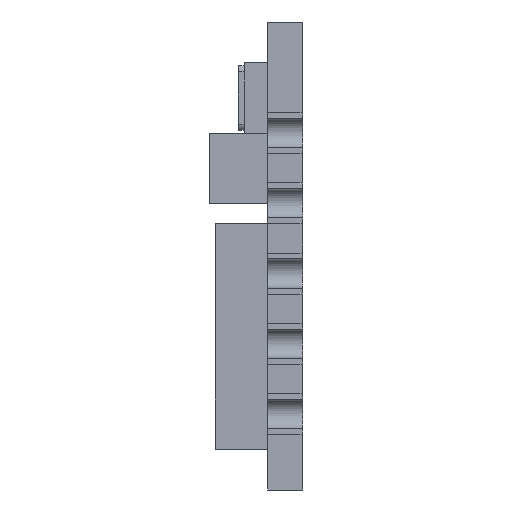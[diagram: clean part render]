
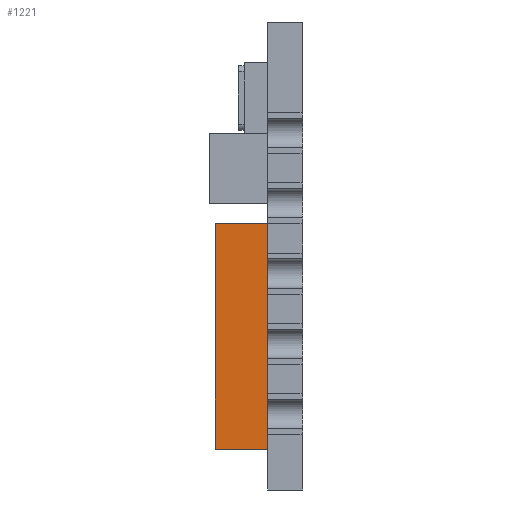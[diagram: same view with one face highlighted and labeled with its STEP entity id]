
A CAD part, left-side view. The second image highlights one B-rep face of the part: STEP entity #1221.
In plain terms, the highlighted planar face has unit normal (-1, 0, 0).
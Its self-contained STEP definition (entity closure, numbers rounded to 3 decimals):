
#23 = ORIENTED_EDGE ( 'NONE', *, *, #6524, .T. ) ;
#221 = DIRECTION ( 'NONE',  ( 0., -1., 0. ) ) ;
#304 = CARTESIAN_POINT ( 'NONE',  ( -2.5, 0.6, 0.55 ) ) ;
#964 = VECTOR ( 'NONE', #2387, 1000. ) ;
#1193 = LINE ( 'NONE', #9413, #4165 ) ;
#1221 = ADVANCED_FACE ( 'NONE', ( #9898 ), #9150, .F. ) ;
#1404 = CARTESIAN_POINT ( 'NONE',  ( -2.5, 1.5, -3.3 ) ) ;
#2316 = LINE ( 'NONE', #8078, #5250 ) ;
#2387 = DIRECTION ( 'NONE',  ( 0., 0., 1. ) ) ;
#2480 = LINE ( 'NONE', #7982, #964 ) ;
#4093 = AXIS2_PLACEMENT_3D ( 'NONE', #5936, #9211, #8280 ) ;
#4165 = VECTOR ( 'NONE', #6150, 1000. ) ;
#4624 = VERTEX_POINT ( 'NONE', #9778 ) ;
#5250 = VECTOR ( 'NONE', #9749, 1000. ) ;
#5383 = EDGE_CURVE ( 'NONE', #8134, #4624, #7524, .T. ) ;
#5765 = VERTEX_POINT ( 'NONE', #304 ) ;
#5936 = CARTESIAN_POINT ( 'NONE',  ( -2.5, 1.5, -3.3 ) ) ;
#6150 = DIRECTION ( 'NONE',  ( 0., 0., 1. ) ) ;
#6272 = VECTOR ( 'NONE', #221, 1000. ) ;
#6513 = ORIENTED_EDGE ( 'NONE', *, *, #7343, .F. ) ;
#6524 = EDGE_CURVE ( 'NONE', #4624, #5765, #1193, .T. ) ;
#6660 = VERTEX_POINT ( 'NONE', #7898 ) ;
#6919 = ORIENTED_EDGE ( 'NONE', *, *, #7861, .F. ) ;
#7343 = EDGE_CURVE ( 'NONE', #8134, #6660, #2480, .T. ) ;
#7524 = LINE ( 'NONE', #8387, #6272 ) ;
#7861 = EDGE_CURVE ( 'NONE', #6660, #5765, #2316, .T. ) ;
#7898 = CARTESIAN_POINT ( 'NONE',  ( -2.5, 1.5, 0.55 ) ) ;
#7982 = CARTESIAN_POINT ( 'NONE',  ( -2.5, 1.5, -3.3 ) ) ;
#8078 = CARTESIAN_POINT ( 'NONE',  ( -2.5, 1.5, 0.55 ) ) ;
#8134 = VERTEX_POINT ( 'NONE', #1404 ) ;
#8280 = DIRECTION ( 'NONE',  ( 0., 0., -1. ) ) ;
#8387 = CARTESIAN_POINT ( 'NONE',  ( -2.5, 1.5, -3.3 ) ) ;
#8584 = EDGE_LOOP ( 'NONE', ( #23, #6919, #6513, #10543 ) ) ;
#9150 = PLANE ( 'NONE',  #4093 ) ;
#9211 = DIRECTION ( 'NONE',  ( 1., 0., 0. ) ) ;
#9413 = CARTESIAN_POINT ( 'NONE',  ( -2.5, 0.6, -3.3 ) ) ;
#9749 = DIRECTION ( 'NONE',  ( 0., -1., 0. ) ) ;
#9778 = CARTESIAN_POINT ( 'NONE',  ( -2.5, 0.6, -3.3 ) ) ;
#9898 = FACE_OUTER_BOUND ( 'NONE', #8584, .T. ) ;
#10543 = ORIENTED_EDGE ( 'NONE', *, *, #5383, .T. ) ;
